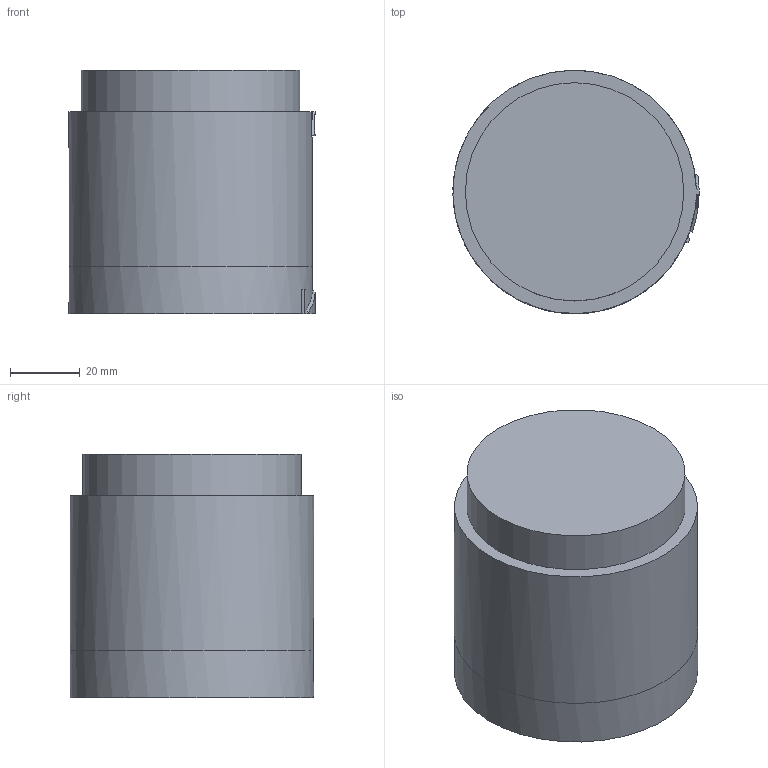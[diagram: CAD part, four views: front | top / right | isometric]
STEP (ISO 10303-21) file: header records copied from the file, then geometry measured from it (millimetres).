
FILE_DESCRIPTION(/* description */ (''),/* implementation_level */ '2;1');
FILE_NAME(/* name */ 'PC7DC_PC7DF_PC7DR_PC7DM_Blue_AuerSignal_stp.stp',/* time_stamp */ '2021-06-01T14:08:58+02:00',/* author */ (''),/* organization */ (''),/* preprocessor_version */ 'ST-DEVELOPER v16',/* originating_system */ 'SIEMENS PLM Software NX 10.0',/* authorisation */ '');
FILE_SCHEMA (('AUTOMOTIVE_DESIGN { 1 0 10303 214 3 1 1 1 }'));
Length unit declared in the file: millimetre
Products named in the file (1): P.Ge50E4AD6A0tp9
Bounding box: 70.79 x 69.98 x 70.1 mm (x, y, z)
Volume: 224042.5 mm3; surface area: 25242.1 mm2
Topology: 1 solids, 1 shells, 21 faces, 51 edges, 34 vertices
Faces by surface type: plane 12, cylinder 8, bspline 1
Full cylindrical faces by diameter (mm): 62.8 x2, 70 x2
Entity records: 734 total; most frequent: CARTESIAN_POINT 118, DIRECTION 96, ORIENTED_EDGE 82, EDGE_CURVE 41, AXIS2_PLACEMENT_3D 39, VERTEX_POINT 29, EDGE_LOOP 26, PRESENTATION_STYLE_ASSIGNMENT 21
